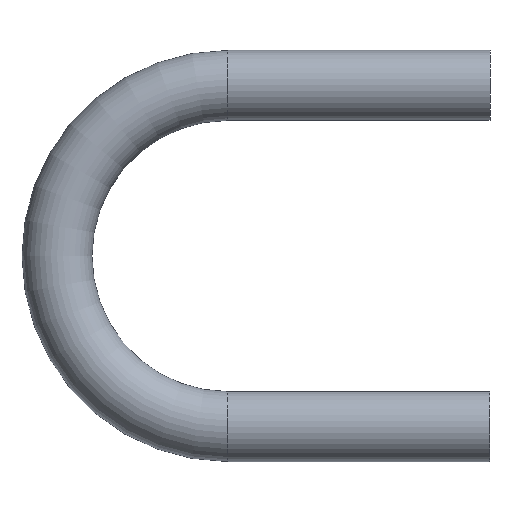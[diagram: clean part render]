
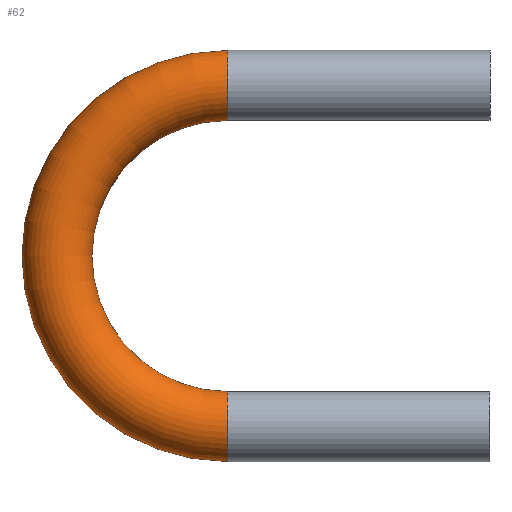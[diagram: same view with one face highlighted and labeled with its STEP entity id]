
A CAD part, front view. The second image highlights one B-rep face of the part: STEP entity #62.
In plain terms, the highlighted toroidal (fillet/blend) face has major radius 19.5 mm and minor radius 4 mm.
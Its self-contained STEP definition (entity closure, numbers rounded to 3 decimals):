
#7 = ORIENTED_EDGE ( 'NONE', *, *, #260, .T. ) ;
#9 = ORIENTED_EDGE ( 'NONE', *, *, #277, .F. ) ;
#17 = DIRECTION ( 'NONE',  ( 0., 1., 0. ) ) ;
#33 = VERTEX_POINT ( 'NONE', #200 ) ;
#35 = DIRECTION ( 'NONE',  ( -1., 0., 0. ) ) ;
#46 = DIRECTION ( 'NONE',  ( 0., 0., 1. ) ) ;
#49 = CIRCLE ( 'NONE', #174, 4. ) ;
#51 = CIRCLE ( 'NONE', #193, 23.5 ) ;
#62 = ADVANCED_FACE ( 'NONE', ( #87 ), #92, .T. ) ;
#78 = CIRCLE ( 'NONE', #236, 15.5 ) ;
#79 = DIRECTION ( 'NONE',  ( 0., 1., 0. ) ) ;
#87 = FACE_OUTER_BOUND ( 'NONE', #124, .T. ) ;
#92 = TOROIDAL_SURFACE ( 'NONE', #269, 19.5, 4. ) ;
#108 = EDGE_CURVE ( 'NONE', #115, #164, #49, .T. ) ;
#109 = DIRECTION ( 'NONE',  ( 0., 0., 1. ) ) ;
#112 = DIRECTION ( 'NONE',  ( 0., 1., 0. ) ) ;
#114 = CARTESIAN_POINT ( 'NONE',  ( 0., 0., 23.5 ) ) ;
#115 = VERTEX_POINT ( 'NONE', #245 ) ;
#119 = DIRECTION ( 'NONE',  ( 1., 0., 0. ) ) ;
#123 = CARTESIAN_POINT ( 'NONE',  ( 0., 0., -19.5 ) ) ;
#124 = EDGE_LOOP ( 'NONE', ( #136, #9, #7, #272 ) ) ;
#136 = ORIENTED_EDGE ( 'NONE', *, *, #169, .F. ) ;
#138 = CARTESIAN_POINT ( 'NONE',  ( 0., 0., 0. ) ) ;
#145 = DIRECTION ( 'NONE',  ( 0., 0., -1. ) ) ;
#156 = AXIS2_PLACEMENT_3D ( 'NONE', #123, #119, #145 ) ;
#159 = CARTESIAN_POINT ( 'NONE',  ( 0., 0., -23.5 ) ) ;
#164 = VERTEX_POINT ( 'NONE', #114 ) ;
#169 = EDGE_CURVE ( 'NONE', #180, #164, #51, .T. ) ;
#174 = AXIS2_PLACEMENT_3D ( 'NONE', #227, #35, #109 ) ;
#179 = DIRECTION ( 'NONE',  ( 0., 0., 1. ) ) ;
#180 = VERTEX_POINT ( 'NONE', #159 ) ;
#193 = AXIS2_PLACEMENT_3D ( 'NONE', #202, #17, #179 ) ;
#200 = CARTESIAN_POINT ( 'NONE',  ( 0., 0., -15.5 ) ) ;
#202 = CARTESIAN_POINT ( 'NONE',  ( 0., 0., 0. ) ) ;
#217 = CIRCLE ( 'NONE', #156, 4. ) ;
#221 = DIRECTION ( 'NONE',  ( 0., 0., 1. ) ) ;
#227 = CARTESIAN_POINT ( 'NONE',  ( 0., 0., 19.5 ) ) ;
#236 = AXIS2_PLACEMENT_3D ( 'NONE', #274, #79, #46 ) ;
#245 = CARTESIAN_POINT ( 'NONE',  ( 0., 0., 15.5 ) ) ;
#260 = EDGE_CURVE ( 'NONE', #33, #115, #78, .T. ) ;
#269 = AXIS2_PLACEMENT_3D ( 'NONE', #138, #112, #221 ) ;
#272 = ORIENTED_EDGE ( 'NONE', *, *, #108, .T. ) ;
#274 = CARTESIAN_POINT ( 'NONE',  ( 0., 0., 0. ) ) ;
#277 = EDGE_CURVE ( 'NONE', #33, #180, #217, .T. ) ;
